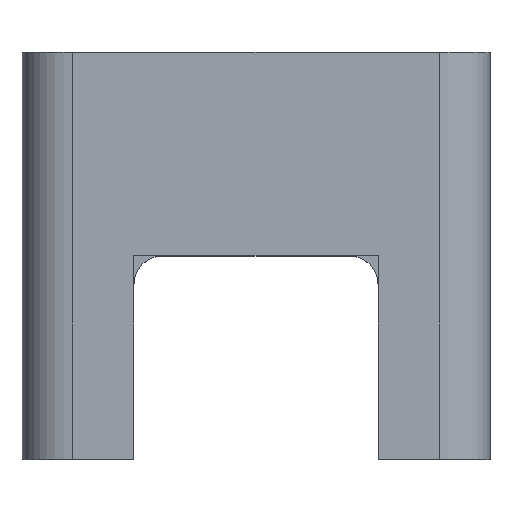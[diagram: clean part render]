
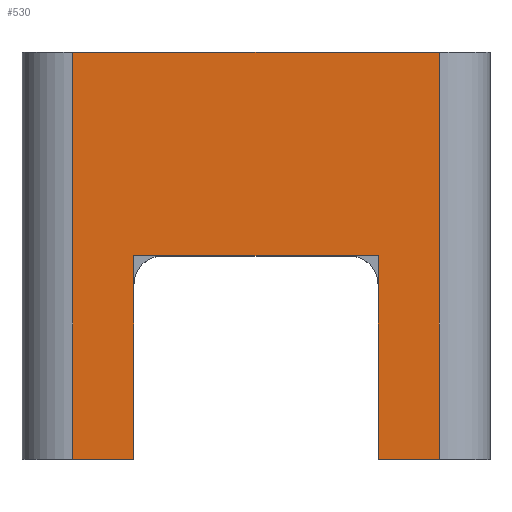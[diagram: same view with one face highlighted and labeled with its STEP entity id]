
A CAD part, top view. The second image highlights one B-rep face of the part: STEP entity #530.
In plain terms, the highlighted planar face has unit normal (0, 0, 1).
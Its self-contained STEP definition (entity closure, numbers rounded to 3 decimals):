
#30=FACE_OUTER_BOUND('',#60,.T.);
#60=EDGE_LOOP('',(#365,#366,#367,#368,#369,#370,#371,#372));
#111=LINE('',#787,#169);
#113=LINE('',#799,#171);
#114=LINE('',#801,#172);
#115=LINE('',#803,#173);
#116=LINE('',#805,#174);
#117=LINE('',#807,#175);
#118=LINE('',#809,#176);
#119=LINE('',#810,#177);
#169=VECTOR('',#629,10.);
#171=VECTOR('',#641,10.);
#172=VECTOR('',#642,10.);
#173=VECTOR('',#643,10.);
#174=VECTOR('',#644,10.);
#175=VECTOR('',#645,10.);
#176=VECTOR('',#646,10.);
#177=VECTOR('',#647,10.);
#229=VERTEX_POINT('',#784);
#230=VERTEX_POINT('',#786);
#235=VERTEX_POINT('',#798);
#236=VERTEX_POINT('',#800);
#237=VERTEX_POINT('',#802);
#238=VERTEX_POINT('',#804);
#239=VERTEX_POINT('',#806);
#240=VERTEX_POINT('',#808);
#281=EDGE_CURVE('',#229,#230,#111,.T.);
#287=EDGE_CURVE('',#235,#229,#113,.T.);
#288=EDGE_CURVE('',#236,#235,#114,.T.);
#289=EDGE_CURVE('',#236,#237,#115,.T.);
#290=EDGE_CURVE('',#237,#238,#116,.T.);
#291=EDGE_CURVE('',#238,#239,#117,.T.);
#292=EDGE_CURVE('',#239,#240,#118,.T.);
#293=EDGE_CURVE('',#240,#230,#119,.T.);
#365=ORIENTED_EDGE('',*,*,#287,.F.);
#366=ORIENTED_EDGE('',*,*,#288,.F.);
#367=ORIENTED_EDGE('',*,*,#289,.T.);
#368=ORIENTED_EDGE('',*,*,#290,.T.);
#369=ORIENTED_EDGE('',*,*,#291,.T.);
#370=ORIENTED_EDGE('',*,*,#292,.T.);
#371=ORIENTED_EDGE('',*,*,#293,.T.);
#372=ORIENTED_EDGE('',*,*,#281,.F.);
#512=PLANE('',#578);
#530=ADVANCED_FACE('',(#30),#512,.T.);
#578=AXIS2_PLACEMENT_3D('',#797,#639,#640);
#629=DIRECTION('',(1.,0.,0.));
#639=DIRECTION('center_axis',(0.,0.,1.));
#640=DIRECTION('ref_axis',(1.,0.,0.));
#641=DIRECTION('',(0.,1.,0.));
#642=DIRECTION('',(-1.,0.,0.));
#643=DIRECTION('',(0.,1.,0.));
#644=DIRECTION('',(1.,0.,0.));
#645=DIRECTION('',(0.,-1.,0.));
#646=DIRECTION('',(1.,0.,0.));
#647=DIRECTION('',(0.,1.,0.));
#784=CARTESIAN_POINT('',(-9.,20.,9.));
#786=CARTESIAN_POINT('',(9.,20.,9.));
#787=CARTESIAN_POINT('',(7.375,20.,9.));
#797=CARTESIAN_POINT('Origin',(0.,5.75,9.));
#798=CARTESIAN_POINT('',(-9.,0.,9.));
#799=CARTESIAN_POINT('',(-9.,3.625,9.));
#800=CARTESIAN_POINT('',(-6.,0.,9.));
#801=CARTESIAN_POINT('',(-7.5,0.,9.));
#802=CARTESIAN_POINT('',(-6.,10.,9.));
#803=CARTESIAN_POINT('',(-6.,7.875,9.));
#804=CARTESIAN_POINT('',(6.,10.,9.));
#805=CARTESIAN_POINT('',(0.,10.,9.));
#806=CARTESIAN_POINT('',(6.,0.,9.));
#807=CARTESIAN_POINT('',(6.,0.,9.));
#808=CARTESIAN_POINT('',(9.,0.,9.));
#809=CARTESIAN_POINT('',(-7.5,0.,9.));
#810=CARTESIAN_POINT('',(9.,11.5,9.));
